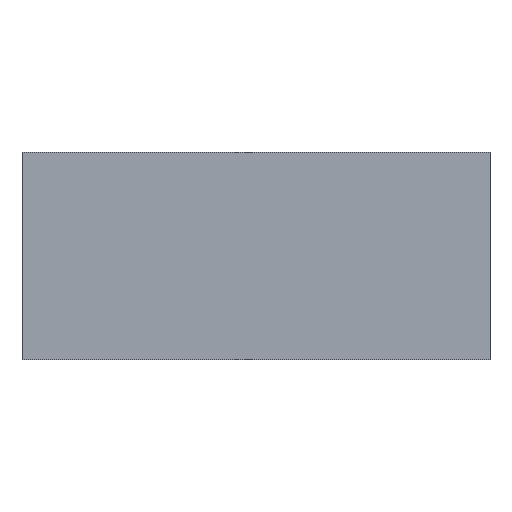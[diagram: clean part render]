
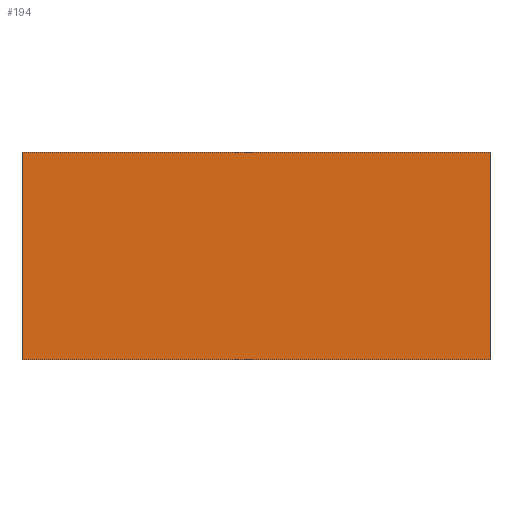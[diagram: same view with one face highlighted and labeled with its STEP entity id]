
A CAD part, front view. The second image highlights one B-rep face of the part: STEP entity #194.
In plain terms, the highlighted planar face has unit normal (0, -1, 0).
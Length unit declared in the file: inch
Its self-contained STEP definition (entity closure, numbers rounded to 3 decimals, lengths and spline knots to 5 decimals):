
#194 = ADVANCED_FACE( '', ( #490 ), #491, .F. );
#490 = FACE_OUTER_BOUND( '', #912, .T. );
#491 = PLANE( '', #913 );
#912 = EDGE_LOOP( '', ( #1434, #1435, #1436, #1437 ) );
#913 = AXIS2_PLACEMENT_3D( '', #1438, #1439, #1440 );
#1434 = ORIENTED_EDGE( '', *, *, #2538, .T. );
#1435 = ORIENTED_EDGE( '', *, *, #2539, .F. );
#1436 = ORIENTED_EDGE( '', *, *, #2540, .F. );
#1437 = ORIENTED_EDGE( '', *, *, #2541, .T. );
#1438 = CARTESIAN_POINT( '', ( 1.688, 0., 0.75 ) );
#1439 = DIRECTION( '', ( 0., 1., 0. ) );
#1440 = DIRECTION( '', ( 0., 0., 1. ) );
#2538 = EDGE_CURVE( '', #3071, #3072, #3073, .T. );
#2539 = EDGE_CURVE( '', #3074, #3072, #3075, .T. );
#2540 = EDGE_CURVE( '', #3076, #3074, #3077, .T. );
#2541 = EDGE_CURVE( '', #3076, #3071, #3078, .T. );
#3071 = VERTEX_POINT( '', #3815 );
#3072 = VERTEX_POINT( '', #3816 );
#3073 = LINE( '', #3817, #3818 );
#3074 = VERTEX_POINT( '', #3819 );
#3075 = LINE( '', #3820, #3821 );
#3076 = VERTEX_POINT( '', #3822 );
#3077 = LINE( '', #3823, #3824 );
#3078 = LINE( '', #3825, #3826 );
#3815 = CARTESIAN_POINT( '', ( 0., 0., 0.75 ) );
#3816 = CARTESIAN_POINT( '', ( 0., 0., 0. ) );
#3817 = CARTESIAN_POINT( '', ( 0., 0., 0.75 ) );
#3818 = VECTOR( '', #4626, 39.37008 );
#3819 = CARTESIAN_POINT( '', ( 1.688, 0., 0. ) );
#3820 = CARTESIAN_POINT( '', ( 1.688, 0., 0. ) );
#3821 = VECTOR( '', #4627, 39.37008 );
#3822 = CARTESIAN_POINT( '', ( 1.688, 0., 0.75 ) );
#3823 = CARTESIAN_POINT( '', ( 1.688, 0., 0.75 ) );
#3824 = VECTOR( '', #4628, 39.37008 );
#3825 = CARTESIAN_POINT( '', ( 1.688, 0., 0.75 ) );
#3826 = VECTOR( '', #4629, 39.37008 );
#4626 = DIRECTION( '', ( 0., 0., -1. ) );
#4627 = DIRECTION( '', ( -1., 0., 0. ) );
#4628 = DIRECTION( '', ( 0., 0., -1. ) );
#4629 = DIRECTION( '', ( -1., 0., 0. ) );
